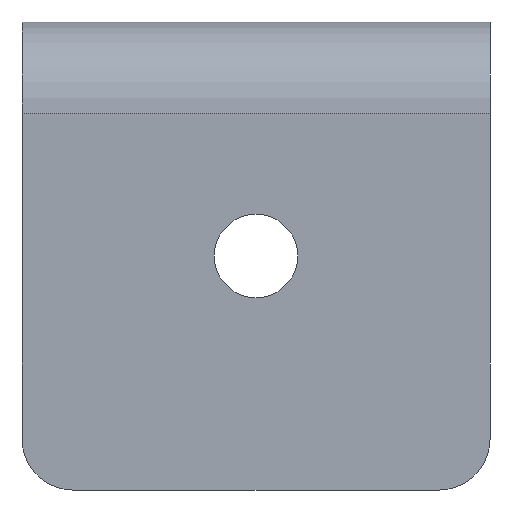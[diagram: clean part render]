
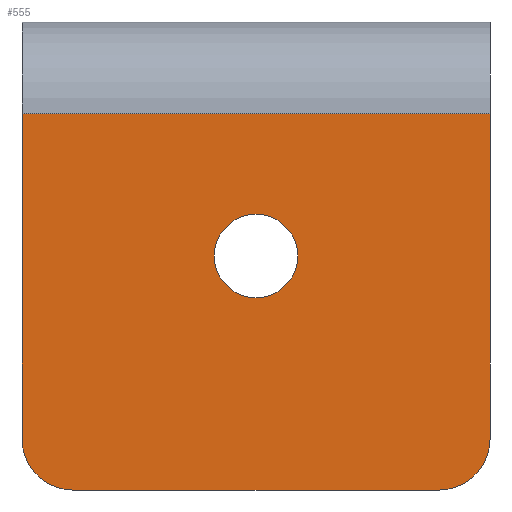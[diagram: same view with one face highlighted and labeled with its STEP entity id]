
A CAD part, front view. The second image highlights one B-rep face of the part: STEP entity #555.
In plain terms, the highlighted planar face has unit normal (0, -1, 0).
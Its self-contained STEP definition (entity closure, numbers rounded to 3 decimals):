
#2 = DIRECTION ( 'NONE',  ( 0., 0., 1. ) ) ;
#7 = EDGE_CURVE ( 'NONE', #69, #189, #449, .T. ) ;
#30 = CARTESIAN_POINT ( 'NONE',  ( 23., 0., 0. ) ) ;
#34 = VERTEX_POINT ( 'NONE', #547 ) ;
#41 = CARTESIAN_POINT ( 'NONE',  ( 0., 0., -27.1 ) ) ;
#45 = LINE ( 'NONE', #192, #412 ) ;
#67 = CARTESIAN_POINT ( 'NONE',  ( 18., 0., -46. ) ) ;
#69 = VERTEX_POINT ( 'NONE', #273 ) ;
#72 = LINE ( 'NONE', #581, #341 ) ;
#74 = CARTESIAN_POINT ( 'NONE',  ( -18., 0., -41. ) ) ;
#80 = EDGE_LOOP ( 'NONE', ( #351, #382, #623, #614, #200, #371 ) ) ;
#96 = CARTESIAN_POINT ( 'NONE',  ( 23., 0., 0. ) ) ;
#102 = DIRECTION ( 'NONE',  ( -1., 0., 0. ) ) ;
#124 = EDGE_CURVE ( 'NONE', #509, #257, #237, .T. ) ;
#130 = CARTESIAN_POINT ( 'NONE',  ( 0., 0., -23. ) ) ;
#132 = DIRECTION ( 'NONE',  ( 0., 1., 0. ) ) ;
#133 = VERTEX_POINT ( 'NONE', #513 ) ;
#140 = AXIS2_PLACEMENT_3D ( 'NONE', #299, #258, #2 ) ;
#144 = CARTESIAN_POINT ( 'NONE',  ( -23., 0., 0. ) ) ;
#148 = EDGE_CURVE ( 'NONE', #290, #257, #45, .T. ) ;
#158 = AXIS2_PLACEMENT_3D ( 'NONE', #130, #231, #385 ) ;
#189 = VERTEX_POINT ( 'NONE', #41 ) ;
#192 = CARTESIAN_POINT ( 'NONE',  ( 23., 0., -46. ) ) ;
#195 = EDGE_CURVE ( 'NONE', #290, #597, #268, .T. ) ;
#200 = ORIENTED_EDGE ( 'NONE', *, *, #457, .F. ) ;
#207 = AXIS2_PLACEMENT_3D ( 'NONE', #30, #132, #554 ) ;
#212 = AXIS2_PLACEMENT_3D ( 'NONE', #74, #517, #501 ) ;
#231 = DIRECTION ( 'NONE',  ( 0., 1., 0. ) ) ;
#237 = CIRCLE ( 'NONE', #212, 5. ) ;
#249 = DIRECTION ( 'NONE',  ( 0., 0., -1. ) ) ;
#257 = VERTEX_POINT ( 'NONE', #508 ) ;
#258 = DIRECTION ( 'NONE',  ( 0., 1., 0. ) ) ;
#262 = CIRCLE ( 'NONE', #140, 4.1 ) ;
#268 = CIRCLE ( 'NONE', #671, 5. ) ;
#273 = CARTESIAN_POINT ( 'NONE',  ( 0., 0., -18.9 ) ) ;
#284 = ORIENTED_EDGE ( 'NONE', *, *, #7, .T. ) ;
#290 = VERTEX_POINT ( 'NONE', #67 ) ;
#296 = CARTESIAN_POINT ( 'NONE',  ( -23., 0., -41. ) ) ;
#299 = CARTESIAN_POINT ( 'NONE',  ( 0., 0., -23. ) ) ;
#300 = CARTESIAN_POINT ( 'NONE',  ( 18., 0., -41. ) ) ;
#302 = LINE ( 'NONE', #144, #658 ) ;
#313 = EDGE_CURVE ( 'NONE', #34, #133, #72, .T. ) ;
#315 = DIRECTION ( 'NONE',  ( -1., 0., 0. ) ) ;
#341 = VECTOR ( 'NONE', #315, 1000. ) ;
#351 = ORIENTED_EDGE ( 'NONE', *, *, #447, .T. ) ;
#371 = ORIENTED_EDGE ( 'NONE', *, *, #313, .T. ) ;
#382 = ORIENTED_EDGE ( 'NONE', *, *, #124, .T. ) ;
#384 = CARTESIAN_POINT ( 'NONE',  ( 23., 0., -41. ) ) ;
#385 = DIRECTION ( 'NONE',  ( 0., 0., 1. ) ) ;
#390 = ORIENTED_EDGE ( 'NONE', *, *, #434, .T. ) ;
#412 = VECTOR ( 'NONE', #102, 1000. ) ;
#434 = EDGE_CURVE ( 'NONE', #189, #69, #262, .T. ) ;
#445 = DIRECTION ( 'NONE',  ( 0., 0., 1. ) ) ;
#447 = EDGE_CURVE ( 'NONE', #133, #509, #302, .T. ) ;
#449 = CIRCLE ( 'NONE', #158, 4.1 ) ;
#453 = DIRECTION ( 'NONE',  ( 0., 0., -1. ) ) ;
#457 = EDGE_CURVE ( 'NONE', #34, #597, #567, .T. ) ;
#501 = DIRECTION ( 'NONE',  ( 0., 0., 1. ) ) ;
#508 = CARTESIAN_POINT ( 'NONE',  ( -18., 0., -46. ) ) ;
#509 = VERTEX_POINT ( 'NONE', #296 ) ;
#513 = CARTESIAN_POINT ( 'NONE',  ( -23., 0., -9. ) ) ;
#517 = DIRECTION ( 'NONE',  ( 0., -1., 0. ) ) ;
#546 = FACE_BOUND ( 'NONE', #677, .T. ) ;
#547 = CARTESIAN_POINT ( 'NONE',  ( 23., 0., -9. ) ) ;
#554 = DIRECTION ( 'NONE',  ( 0., 0., 1. ) ) ;
#555 = ADVANCED_FACE ( 'NONE', ( #546, #612 ), #558, .F. ) ;
#558 = PLANE ( 'NONE',  #207 ) ;
#567 = LINE ( 'NONE', #96, #622 ) ;
#581 = CARTESIAN_POINT ( 'NONE',  ( 23., 0., -9. ) ) ;
#597 = VERTEX_POINT ( 'NONE', #384 ) ;
#612 = FACE_OUTER_BOUND ( 'NONE', #80, .T. ) ;
#614 = ORIENTED_EDGE ( 'NONE', *, *, #195, .T. ) ;
#622 = VECTOR ( 'NONE', #249, 1000. ) ;
#623 = ORIENTED_EDGE ( 'NONE', *, *, #148, .F. ) ;
#631 = DIRECTION ( 'NONE',  ( 0., -1., 0. ) ) ;
#658 = VECTOR ( 'NONE', #453, 1000. ) ;
#671 = AXIS2_PLACEMENT_3D ( 'NONE', #300, #631, #445 ) ;
#677 = EDGE_LOOP ( 'NONE', ( #284, #390 ) ) ;
